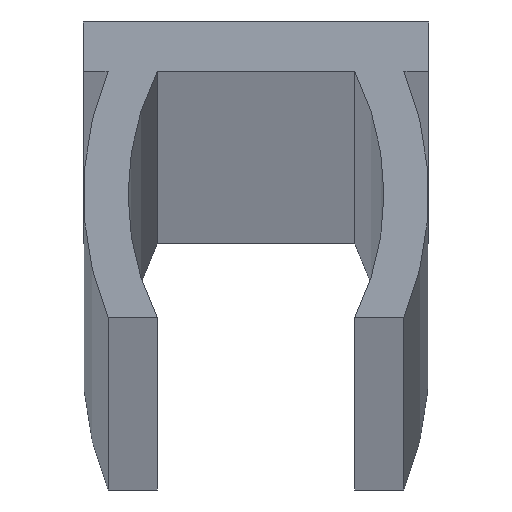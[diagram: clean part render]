
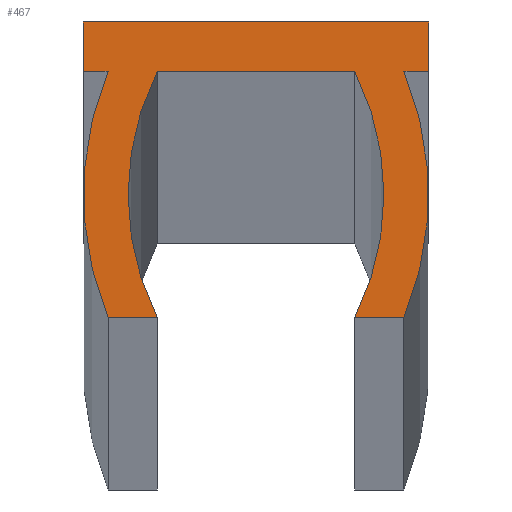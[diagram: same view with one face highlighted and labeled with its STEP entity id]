
A CAD part, top view. The second image highlights one B-rep face of the part: STEP entity #467.
In plain terms, the highlighted planar face has unit normal (0, 0, 1).
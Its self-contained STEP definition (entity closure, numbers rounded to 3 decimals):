
#83=CARTESIAN_POINT('',(7.,0.0,2000.0));
#84=VERTEX_POINT('',#83);
#91=CARTESIAN_POINT('',(7.,-1.,2000.0));
#92=VERTEX_POINT('',#91);
#93=CARTESIAN_POINT('',(7.,-1.,2000.0));
#94=DIRECTION('',(0.0,1.0,0.0));
#95=VECTOR('',#94,1.);
#96=LINE('',#93,#95);
#97=EDGE_CURVE('',#92,#84,#96,.T.);
#122=CARTESIAN_POINT('',(6.5,-1.0,2000.0));
#123=VERTEX_POINT('',#122);
#124=CARTESIAN_POINT('',(6.5,-1.0,2000.0));
#125=DIRECTION('',(1.0,0.0,0.0));
#126=VECTOR('',#125,0.5);
#127=LINE('',#124,#126);
#128=EDGE_CURVE('',#123,#92,#127,.T.);
#154=CARTESIAN_POINT('',(6.5,-6.,2000.0));
#155=VERTEX_POINT('',#154);
#156=CARTESIAN_POINT('',(0.5,-3.5,2000.0));
#157=DIRECTION('',(0.0,0.0,1.0));
#158=DIRECTION('',(-0.923,0.385,0.0));
#159=AXIS2_PLACEMENT_3D('',#156,#157,#158);
#160=CIRCLE('',#159,6.5);
#161=EDGE_CURVE('',#155,#123,#160,.T.);
#186=CARTESIAN_POINT('',(5.5,-6.,2000.0));
#187=VERTEX_POINT('',#186);
#188=CARTESIAN_POINT('',(5.5,-6.,2000.0));
#189=DIRECTION('',(1.0,0.0,0.0));
#190=VECTOR('',#189,1.0);
#191=LINE('',#188,#190);
#192=EDGE_CURVE('',#187,#155,#191,.T.);
#218=CARTESIAN_POINT('',(5.5,-1.0,2000.0));
#219=VERTEX_POINT('',#218);
#220=CARTESIAN_POINT('',(0.548,-3.5,2000.0));
#221=DIRECTION('',(0.0,0.0,-1.0));
#222=DIRECTION('',(0.893,-0.451,0.0));
#223=AXIS2_PLACEMENT_3D('',#220,#221,#222);
#224=CIRCLE('',#223,5.548);
#225=EDGE_CURVE('',#219,#187,#224,.T.);
#250=CARTESIAN_POINT('',(1.5,-1.0,2000.0));
#251=VERTEX_POINT('',#250);
#252=CARTESIAN_POINT('',(1.5,-1.0,2000.0));
#253=DIRECTION('',(1.0,0.0,0.0));
#254=VECTOR('',#253,4.0);
#255=LINE('',#252,#254);
#256=EDGE_CURVE('',#251,#219,#255,.T.);
#282=CARTESIAN_POINT('',(1.5,-6.,2000.0));
#283=VERTEX_POINT('',#282);
#284=CARTESIAN_POINT('',(6.452,-3.5,2000.0));
#285=DIRECTION('',(0.0,0.0,-1.0));
#286=DIRECTION('',(-0.893,0.451,0.0));
#287=AXIS2_PLACEMENT_3D('',#284,#285,#286);
#288=CIRCLE('',#287,5.548);
#289=EDGE_CURVE('',#283,#251,#288,.T.);
#314=CARTESIAN_POINT('',(0.5,-6.,2000.0));
#315=VERTEX_POINT('',#314);
#316=CARTESIAN_POINT('',(0.5,-6.,2000.0));
#317=DIRECTION('',(1.0,0.0,0.0));
#318=VECTOR('',#317,1.0);
#319=LINE('',#316,#318);
#320=EDGE_CURVE('',#315,#283,#319,.T.);
#346=CARTESIAN_POINT('',(0.5,-1.0,2000.0));
#347=VERTEX_POINT('',#346);
#348=CARTESIAN_POINT('',(6.5,-3.5,2000.0));
#349=DIRECTION('',(0.0,0.0,1.0));
#350=DIRECTION('',(0.923,-0.385,0.0));
#351=AXIS2_PLACEMENT_3D('',#348,#349,#350);
#352=CIRCLE('',#351,6.5);
#353=EDGE_CURVE('',#347,#315,#352,.T.);
#378=CARTESIAN_POINT('',(0.,-1.0,2000.0));
#379=VERTEX_POINT('',#378);
#380=CARTESIAN_POINT('',(0.,-1.0,2000.0));
#381=DIRECTION('',(1.0,0.0,0.0));
#382=VECTOR('',#381,0.5);
#383=LINE('',#380,#382);
#384=EDGE_CURVE('',#379,#347,#383,.T.);
#409=CARTESIAN_POINT('',(0.0,0.0,2000.0));
#410=VERTEX_POINT('',#409);
#411=CARTESIAN_POINT('',(0.0,0.0,2000.0));
#412=DIRECTION('',(0.0,-1.0,0.0));
#413=VECTOR('',#412,1.0);
#414=LINE('',#411,#413);
#415=EDGE_CURVE('',#410,#379,#414,.T.);
#438=CARTESIAN_POINT('',(7.,0.0,2000.0));
#439=DIRECTION('',(-1.0,0.0,0.0));
#440=VECTOR('',#439,7.);
#441=LINE('',#438,#440);
#442=EDGE_CURVE('',#84,#410,#441,.T.);
#448=CARTESIAN_POINT('',(3.5,-2.293,2000.0));
#449=DIRECTION('',(0.0,0.0,1.0));
#450=DIRECTION('',(1.0,0.0,0.0));
#451=AXIS2_PLACEMENT_3D('',#448,#449,#450);
#452=PLANE('',#451);
#453=ORIENTED_EDGE('',*,*,#442,.T.);
#454=ORIENTED_EDGE('',*,*,#415,.T.);
#455=ORIENTED_EDGE('',*,*,#384,.T.);
#456=ORIENTED_EDGE('',*,*,#353,.T.);
#457=ORIENTED_EDGE('',*,*,#320,.T.);
#458=ORIENTED_EDGE('',*,*,#289,.T.);
#459=ORIENTED_EDGE('',*,*,#256,.T.);
#460=ORIENTED_EDGE('',*,*,#225,.T.);
#461=ORIENTED_EDGE('',*,*,#192,.T.);
#462=ORIENTED_EDGE('',*,*,#161,.T.);
#463=ORIENTED_EDGE('',*,*,#128,.T.);
#464=ORIENTED_EDGE('',*,*,#97,.T.);
#465=EDGE_LOOP('',(#453,#454,#455,#456,#457,#458,#459,#460,#461,#462,#463,#464));
#466=FACE_OUTER_BOUND('',#465,.T.);
#467=ADVANCED_FACE('',(#466),#452,.T.);
